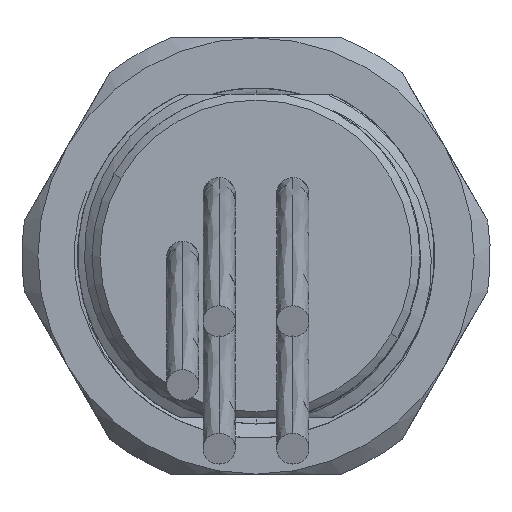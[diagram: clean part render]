
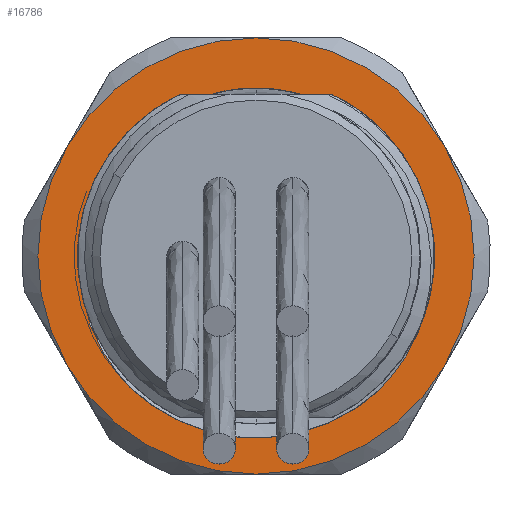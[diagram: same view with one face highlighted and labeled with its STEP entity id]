
A CAD part, left-side view. The second image highlights one B-rep face of the part: STEP entity #16786.
In plain terms, the highlighted planar face has unit normal (-1, 0, 0).
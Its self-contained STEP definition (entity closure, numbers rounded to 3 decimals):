
#14929=CARTESIAN_POINT('',(-5.5,11.691,6.75));
#15083=CARTESIAN_POINT('',(-5.5,0.,0.));
#15084=DIRECTION('',(1.,0.,0.));
#15085=DIRECTION('',(0.,0.,-1.));
#15086=AXIS2_PLACEMENT_3D('',#15083,#15084,#15085);
#15088=CARTESIAN_POINT('',(-5.5,0.,0.));
#15089=DIRECTION('',(1.,0.,0.));
#15090=DIRECTION('',(0.,0.866,-0.5));
#15091=AXIS2_PLACEMENT_3D('',#15088,#15089,#15090);
#15093=CARTESIAN_POINT('',(-5.5,0.,0.));
#15094=DIRECTION('',(1.,0.,0.));
#15095=DIRECTION('',(0.,0.,1.));
#15096=AXIS2_PLACEMENT_3D('',#15093,#15094,#15095);
#15098=CARTESIAN_POINT('',(-5.5,0.,0.));
#15099=DIRECTION('',(1.,0.,0.));
#15100=DIRECTION('',(0.,-0.866,0.5));
#15101=AXIS2_PLACEMENT_3D('',#15098,#15099,#15100);
#15103=CARTESIAN_POINT('',(-5.5,8.362,-7.541));
#15104=CARTESIAN_POINT('',(-5.5,8.656,-7.189));
#15105=CARTESIAN_POINT('',(-5.5,9.195,-6.455));
#15106=CARTESIAN_POINT('',(-5.5,9.865,-5.263));
#15107=CARTESIAN_POINT('',(-5.5,10.382,-4.004));
#15108=CARTESIAN_POINT('',(-5.5,10.741,-2.696));
#15109=CARTESIAN_POINT('',(-5.5,10.936,-1.36));
#15110=CARTESIAN_POINT('',(-5.5,10.967,-0.014));
#15111=CARTESIAN_POINT('',(-5.5,10.833,1.321));
#15112=CARTESIAN_POINT('',(-5.5,10.537,2.625));
#15113=CARTESIAN_POINT('',(-5.5,10.086,3.877));
#15114=CARTESIAN_POINT('',(-5.5,9.486,5.061));
#15115=CARTESIAN_POINT('',(-5.5,8.748,6.157));
#15116=CARTESIAN_POINT('',(-5.5,7.884,7.15));
#15117=CARTESIAN_POINT('',(-5.5,6.908,8.026));
#15118=CARTESIAN_POINT('',(-5.5,5.836,8.771));
#15119=CARTESIAN_POINT('',(-5.5,4.683,9.377));
#15120=CARTESIAN_POINT('',(-5.5,3.877,9.68));
#15121=CARTESIAN_POINT('',(-5.5,3.463,9.806));
#15123=CARTESIAN_POINT('',(-5.5,-7.644,-8.268));
#15124=CARTESIAN_POINT('',(-5.5,-7.307,-8.58));
#15125=CARTESIAN_POINT('',(-5.5,-6.6,-9.157));
#15126=CARTESIAN_POINT('',(-5.5,-5.438,-9.892));
#15127=CARTESIAN_POINT('',(-5.5,-4.196,-10.479));
#15128=CARTESIAN_POINT('',(-5.5,-2.892,-10.911));
#15129=CARTESIAN_POINT('',(-5.5,-1.545,-11.182));
#15130=CARTESIAN_POINT('',(-5.5,-0.176,-11.287));
#15131=CARTESIAN_POINT('',(-5.5,1.197,-11.224));
#15132=CARTESIAN_POINT('',(-5.5,2.552,-10.996));
#15133=CARTESIAN_POINT('',(-5.5,3.869,-10.604));
#15134=CARTESIAN_POINT('',(-5.5,5.128,-10.056));
#15135=CARTESIAN_POINT('',(-5.5,6.311,-9.359));
#15136=CARTESIAN_POINT('',(-5.5,7.402,-8.522));
#15137=CARTESIAN_POINT('',(-5.5,8.054,-7.882));
#15138=CARTESIAN_POINT('',(-5.5,8.362,-7.541));
#15140=CARTESIAN_POINT('',(-5.5,-4.337,9.452));
#15141=CARTESIAN_POINT('',(-5.5,-4.738,9.289));
#15142=CARTESIAN_POINT('',(-5.5,-5.513,8.914));
#15143=CARTESIAN_POINT('',(-5.5,-6.607,8.206));
#15144=CARTESIAN_POINT('',(-5.5,-7.607,7.367));
#15145=CARTESIAN_POINT('',(-5.5,-8.5,6.406));
#15146=CARTESIAN_POINT('',(-5.5,-9.27,5.339));
#15147=CARTESIAN_POINT('',(-5.5,-9.906,4.18));
#15148=CARTESIAN_POINT('',(-5.5,-10.396,2.947));
#15149=CARTESIAN_POINT('',(-5.5,-10.732,1.659));
#15150=CARTESIAN_POINT('',(-5.5,-10.908,0.334));
#15151=CARTESIAN_POINT('',(-5.5,-10.921,-1.007));
#15152=CARTESIAN_POINT('',(-5.5,-10.768,-2.345));
#15153=CARTESIAN_POINT('',(-5.5,-10.452,-3.659));
#15154=CARTESIAN_POINT('',(-5.5,-9.977,-4.929));
#15155=CARTESIAN_POINT('',(-5.5,-9.348,-6.135));
#15156=CARTESIAN_POINT('',(-5.5,-8.573,-7.261));
#15157=CARTESIAN_POINT('',(-5.5,-7.969,-7.943));
#15158=CARTESIAN_POINT('',(-5.5,-7.644,-8.268));
#15165=CARTESIAN_POINT('',(-5.5,0.,0.));
#15166=DIRECTION('',(-1.,0.,0.));
#15167=DIRECTION('',(0.,0.,-1.));
#15168=AXIS2_PLACEMENT_3D('',#15165,#15166,#15167);
#15177=CARTESIAN_POINT('',(-5.5,-11.691,-6.75));
#15203=CARTESIAN_POINT('',(-5.5,-11.691,6.75));
#15229=CARTESIAN_POINT('',(-5.5,0.,13.5));
#15253=CARTESIAN_POINT('',(-5.5,0.,0.));
#15254=DIRECTION('',(-1.,0.,0.));
#15255=DIRECTION('',(0.,0.,1.));
#15256=AXIS2_PLACEMENT_3D('',#15253,#15254,#15255);
#15381=CARTESIAN_POINT('',(-5.5,11.691,-6.75));
#15407=CARTESIAN_POINT('',(-5.5,0.,-13.5));
#15862=CARTESIAN_POINT('',(-5.5,0.,0.));
#15863=DIRECTION('',(1.,0.,0.));
#15864=DIRECTION('',(0.,0.333,0.943));
#15865=AXIS2_PLACEMENT_3D('',#15862,#15863,#15864);
#16262=VERTEX_POINT('',#15229);
#16264=VERTEX_POINT('',#15203);
#16266=VERTEX_POINT('',#15177);
#16268=VERTEX_POINT('',#15407);
#16270=VERTEX_POINT('',#15381);
#16272=VERTEX_POINT('',#14929);
#16289=VERTEX_POINT('',#15103);
#16290=VERTEX_POINT('',#15121);
#16291=VERTEX_POINT('',#15123);
#16292=VERTEX_POINT('',#15140);
#16758=CARTESIAN_POINT('',(-5.5,25.725,-61.986));
#16759=DIRECTION('',(1.,0.,0.));
#16760=DIRECTION('',(0.,-1.,0.));
#16761=AXIS2_PLACEMENT_3D('',#16758,#16759,#16760);
#16762=PLANE('',#16761);
#16764=ORIENTED_EDGE('',*,*,#16763,.F.);
#16766=ORIENTED_EDGE('',*,*,#16765,.T.);
#16767=ORIENTED_EDGE('',*,*,#16749,.T.);
#16769=ORIENTED_EDGE('',*,*,#16768,.F.);
#16771=ORIENTED_EDGE('',*,*,#16770,.T.);
#16773=ORIENTED_EDGE('',*,*,#16772,.T.);
#16774=EDGE_LOOP('',(#16764,#16766,#16767,#16769,#16771,#16773));
#16775=FACE_OUTER_BOUND('',#16774,.F.);
#16777=ORIENTED_EDGE('',*,*,#16776,.F.);
#16779=ORIENTED_EDGE('',*,*,#16778,.F.);
#16781=ORIENTED_EDGE('',*,*,#16780,.F.);
#16783=ORIENTED_EDGE('',*,*,#16782,.F.);
#16784=EDGE_LOOP('',(#16777,#16779,#16781,#16783));
#16785=FACE_BOUND('',#16784,.F.);
#15087=CIRCLE('',#15086,13.5);
#15092=CIRCLE('',#15091,13.5);
#15097=CIRCLE('',#15096,13.5);
#15102=CIRCLE('',#15101,13.5);
#15122=B_SPLINE_CURVE_WITH_KNOTS('',3,(#15103,#15104,#15105,#15106,#15107,
#15108,#15109,#15110,#15111,#15112,#15113,#15114,#15115,#15116,#15117,#15118,
#15119,#15120,#15121),.UNSPECIFIED.,.F.,.F.,(4,1,1,1,1,1,1,1,1,1,1,1,1,1,1,1,4),
(0.,0.063,0.125,0.188,0.25,0.313,0.375,0.438,0.5,0.563,
0.625,0.688,0.75,0.813,0.875,0.938,1.),.UNSPECIFIED.);
#15139=B_SPLINE_CURVE_WITH_KNOTS('',3,(#15123,#15124,#15125,#15126,#15127,
#15128,#15129,#15130,#15131,#15132,#15133,#15134,#15135,#15136,#15137,#15138),
.UNSPECIFIED.,.F.,.F.,(4,1,1,1,1,1,1,1,1,1,1,1,1,4),(0.,0.077,
0.154,0.231,0.308,0.385,
0.462,0.538,0.615,0.692,
0.769,0.846,0.923,1.),.UNSPECIFIED.);
#15159=B_SPLINE_CURVE_WITH_KNOTS('',3,(#15140,#15141,#15142,#15143,#15144,
#15145,#15146,#15147,#15148,#15149,#15150,#15151,#15152,#15153,#15154,#15155,
#15156,#15157,#15158),.UNSPECIFIED.,.F.,.F.,(4,1,1,1,1,1,1,1,1,1,1,1,1,1,1,1,4),
(0.,0.063,0.125,0.188,0.25,0.313,0.375,0.438,0.5,0.563,
0.625,0.688,0.75,0.813,0.875,0.938,1.),.UNSPECIFIED.);
#15169=CIRCLE('',#15168,13.5);
#15257=CIRCLE('',#15256,13.5);
#15866=CIRCLE('',#15865,10.4);
#16749=EDGE_CURVE('',#16270,#16272,#15092,.T.);
#16763=EDGE_CURVE('',#16268,#16266,#15169,.T.);
#16765=EDGE_CURVE('',#16268,#16270,#15087,.T.);
#16768=EDGE_CURVE('',#16262,#16272,#15257,.T.);
#16770=EDGE_CURVE('',#16262,#16264,#15097,.T.);
#16772=EDGE_CURVE('',#16264,#16266,#15102,.T.);
#16776=EDGE_CURVE('',#16289,#16290,#15122,.T.);
#16778=EDGE_CURVE('',#16291,#16289,#15139,.T.);
#16780=EDGE_CURVE('',#16292,#16291,#15159,.T.);
#16782=EDGE_CURVE('',#16290,#16292,#15866,.T.);
#16786=ADVANCED_FACE('',(#16775,#16785),#16762,.F.);
